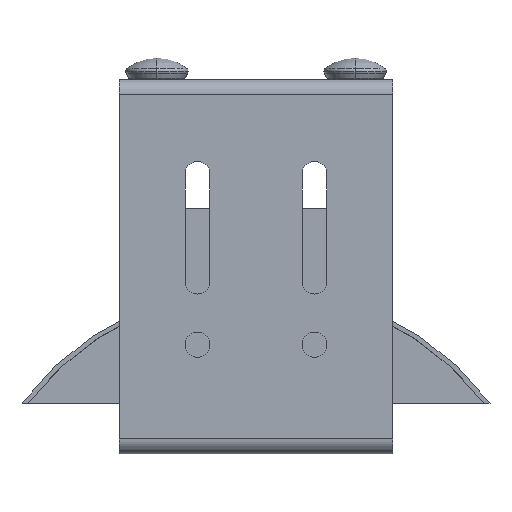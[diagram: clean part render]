
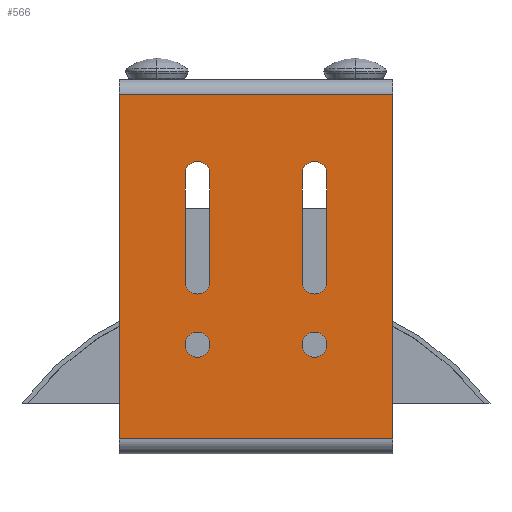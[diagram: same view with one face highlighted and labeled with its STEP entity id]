
A CAD part, left-side view. The second image highlights one B-rep face of the part: STEP entity #566.
In plain terms, the highlighted planar face has unit normal (-1, 0, 0).
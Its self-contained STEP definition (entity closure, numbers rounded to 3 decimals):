
#566=ADVANCED_FACE('',(#1350,#1351,#1352,#1353,#1354),#1355,.T.);
#1350=FACE_BOUND('',#2382,.T.);
#1351=FACE_BOUND('',#2383,.T.);
#1352=FACE_BOUND('',#2384,.T.);
#1353=FACE_BOUND('',#2385,.T.);
#1354=FACE_OUTER_BOUND('',#2386,.T.);
#1355=PLANE('',#2387);
#2382=EDGE_LOOP('',(#3942,#3943,#3944,#3945));
#2383=EDGE_LOOP('',(#3946,#3947,#3948,#3949));
#2384=EDGE_LOOP('',(#3950,#3951));
#2385=EDGE_LOOP('',(#3952,#3953));
#2386=EDGE_LOOP('',(#3954,#3955,#3956,#3957));
#2387=AXIS2_PLACEMENT_3D('',#3958,#3959,#3960);
#3942=ORIENTED_EDGE('',*,*,#5849,.T.);
#3943=ORIENTED_EDGE('',*,*,#6008,.T.);
#3944=ORIENTED_EDGE('',*,*,#5854,.T.);
#3945=ORIENTED_EDGE('',*,*,#6005,.T.);
#3946=ORIENTED_EDGE('',*,*,#5839,.T.);
#3947=ORIENTED_EDGE('',*,*,#6014,.T.);
#3948=ORIENTED_EDGE('',*,*,#5844,.T.);
#3949=ORIENTED_EDGE('',*,*,#6011,.T.);
#3950=ORIENTED_EDGE('',*,*,#6030,.T.);
#3951=ORIENTED_EDGE('',*,*,#5804,.T.);
#3952=ORIENTED_EDGE('',*,*,#6033,.T.);
#3953=ORIENTED_EDGE('',*,*,#5799,.T.);
#3954=ORIENTED_EDGE('',*,*,#6074,.T.);
#3955=ORIENTED_EDGE('',*,*,#6075,.F.);
#3956=ORIENTED_EDGE('',*,*,#6045,.F.);
#3957=ORIENTED_EDGE('',*,*,#6072,.T.);
#3958=CARTESIAN_POINT('',(0.0,35.0,48.));
#3959=DIRECTION('',(-1.0,0.0,0.0));
#3960=DIRECTION('',(0.0,0.0,-1.0));
#5799=EDGE_CURVE('',#6874,#6871,#6875,.T.);
#5804=EDGE_CURVE('',#6883,#6880,#6884,.T.);
#5839=EDGE_CURVE('',#6946,#6943,#6947,.T.);
#5844=EDGE_CURVE('',#6955,#6952,#6956,.T.);
#5849=EDGE_CURVE('',#6964,#6961,#6965,.T.);
#5854=EDGE_CURVE('',#6973,#6970,#6974,.T.);
#6005=EDGE_CURVE('',#6970,#6964,#7183,.T.);
#6008=EDGE_CURVE('',#6961,#6973,#7186,.T.);
#6011=EDGE_CURVE('',#6952,#6946,#7189,.T.);
#6014=EDGE_CURVE('',#6943,#6955,#7192,.T.);
#6030=EDGE_CURVE('',#6880,#6883,#7208,.T.);
#6033=EDGE_CURVE('',#6871,#6874,#7211,.T.);
#6045=EDGE_CURVE('',#7231,#7232,#7233,.T.);
#6072=EDGE_CURVE('',#7231,#7270,#7272,.T.);
#6074=EDGE_CURVE('',#7270,#7274,#7275,.T.);
#6075=EDGE_CURVE('',#7232,#7274,#7276,.T.);
#6871=VERTEX_POINT('',#8361);
#6874=VERTEX_POINT('',#8365);
#6875=CIRCLE('',#8366,3.2);
#6880=VERTEX_POINT('',#8372);
#6883=VERTEX_POINT('',#8376);
#6884=CIRCLE('',#8377,3.2);
#6943=VERTEX_POINT('',#8449);
#6946=VERTEX_POINT('',#8453);
#6947=CIRCLE('',#8454,3.2);
#6952=VERTEX_POINT('',#8460);
#6955=VERTEX_POINT('',#8464);
#6956=CIRCLE('',#8465,3.2);
#6961=VERTEX_POINT('',#8471);
#6964=VERTEX_POINT('',#8475);
#6965=CIRCLE('',#8476,3.2);
#6970=VERTEX_POINT('',#8482);
#6973=VERTEX_POINT('',#8486);
#6974=CIRCLE('',#8487,3.2);
#7183=LINE('',#8726,#8727);
#7186=LINE('',#8731,#8732);
#7189=LINE('',#8736,#8737);
#7192=LINE('',#8741,#8742);
#7208=CIRCLE('',#8759,3.2);
#7211=CIRCLE('',#8762,3.2);
#7231=VERTEX_POINT('',#8786);
#7232=VERTEX_POINT('',#8787);
#7233=LINE('',#8788,#8789);
#7270=VERTEX_POINT('',#8840);
#7272=LINE('',#8842,#8843);
#7274=VERTEX_POINT('',#8845);
#7275=LINE('',#8846,#8847);
#7276=LINE('',#8848,#8849);
#8361=CARTESIAN_POINT('',(0.0,-15.0,24.8));
#8365=CARTESIAN_POINT('',(0.0,-15.0,31.2));
#8366=AXIS2_PLACEMENT_3D('',#10172,#10173,#10174);
#8372=CARTESIAN_POINT('',(0.0,15.0,24.8));
#8376=CARTESIAN_POINT('',(0.0,15.0,31.2));
#8377=AXIS2_PLACEMENT_3D('',#10180,#10181,#10182);
#8449=CARTESIAN_POINT('',(0.0,-18.2,71.8));
#8453=CARTESIAN_POINT('',(0.0,-11.8,71.8));
#8454=AXIS2_PLACEMENT_3D('',#10236,#10237,#10238);
#8460=CARTESIAN_POINT('',(0.0,-11.8,44.2));
#8464=CARTESIAN_POINT('',(0.0,-18.2,44.2));
#8465=AXIS2_PLACEMENT_3D('',#10244,#10245,#10246);
#8471=CARTESIAN_POINT('',(0.0,11.8,71.8));
#8475=CARTESIAN_POINT('',(0.0,18.2,71.8));
#8476=AXIS2_PLACEMENT_3D('',#10252,#10253,#10254);
#8482=CARTESIAN_POINT('',(0.0,18.2,44.2));
#8486=CARTESIAN_POINT('',(0.0,11.8,44.2));
#8487=AXIS2_PLACEMENT_3D('',#10260,#10261,#10262);
#8726=CARTESIAN_POINT('',(0.0,18.2,53.));
#8727=VECTOR('',#10512,1.0);
#8731=CARTESIAN_POINT('',(0.0,11.8,56.45));
#8732=VECTOR('',#10514,1.0);
#8736=CARTESIAN_POINT('',(0.0,-11.8,53.));
#8737=VECTOR('',#10516,1.0);
#8741=CARTESIAN_POINT('',(0.0,-18.2,56.45));
#8742=VECTOR('',#10518,1.0);
#8759=AXIS2_PLACEMENT_3D('',#10541,#10542,#10543);
#8762=AXIS2_PLACEMENT_3D('',#10547,#10548,#10549);
#8786=CARTESIAN_POINT('',(0.,35.0,3.84));
#8787=CARTESIAN_POINT('',(0.0,35.0,92.16));
#8788=CARTESIAN_POINT('',(0.0,35.0,3.84));
#8789=VECTOR('',#10566,1.0);
#8840=CARTESIAN_POINT('',(0.,-35.0,3.84));
#8842=CARTESIAN_POINT('',(0.,35.0,3.84));
#8843=VECTOR('',#10602,1.0);
#8845=CARTESIAN_POINT('',(0.0,-35.0,92.16));
#8846=CARTESIAN_POINT('',(0.0,-35.0,3.84));
#8847=VECTOR('',#10603,1.0);
#8848=CARTESIAN_POINT('',(0.0,35.0,92.16));
#8849=VECTOR('',#10604,1.0);
#10172=CARTESIAN_POINT('',(0.0,-15.0,28.0));
#10173=DIRECTION('',(1.0,-0.0,0.0));
#10174=DIRECTION('',(0.0,0.0,-1.0));
#10180=CARTESIAN_POINT('',(0.0,15.0,28.0));
#10181=DIRECTION('',(1.0,-0.0,0.0));
#10182=DIRECTION('',(0.0,0.0,-1.0));
#10236=CARTESIAN_POINT('',(0.0,-15.0,71.8));
#10237=DIRECTION('',(1.0,-0.0,0.0));
#10238=DIRECTION('',(0.0,1.,0.));
#10244=CARTESIAN_POINT('',(0.0,-15.0,44.2));
#10245=DIRECTION('',(1.0,0.0,-0.0));
#10246=DIRECTION('',(0.0,-1.,0.));
#10252=CARTESIAN_POINT('',(0.0,15.0,71.8));
#10253=DIRECTION('',(1.0,-0.0,0.0));
#10254=DIRECTION('',(0.0,1.,0.));
#10260=CARTESIAN_POINT('',(0.0,15.0,44.2));
#10261=DIRECTION('',(1.0,0.0,-0.0));
#10262=DIRECTION('',(0.0,-1.,0.));
#10512=DIRECTION('',(0.0,-0.0,1.0));
#10514=DIRECTION('',(-0.0,-0.0,-1.0));
#10516=DIRECTION('',(0.0,-0.0,1.0));
#10518=DIRECTION('',(-0.0,-0.0,-1.0));
#10541=CARTESIAN_POINT('',(0.0,15.0,28.0));
#10542=DIRECTION('',(1.0,-0.0,0.0));
#10543=DIRECTION('',(0.0,0.0,-1.0));
#10547=CARTESIAN_POINT('',(0.0,-15.0,28.0));
#10548=DIRECTION('',(1.0,-0.0,0.0));
#10549=DIRECTION('',(0.0,0.0,-1.0));
#10566=DIRECTION('',(0.0,0.0,1.0));
#10602=DIRECTION('',(0.0,-1.0,0.0));
#10603=DIRECTION('',(0.0,0.0,1.0));
#10604=DIRECTION('',(0.0,-1.0,0.0));
